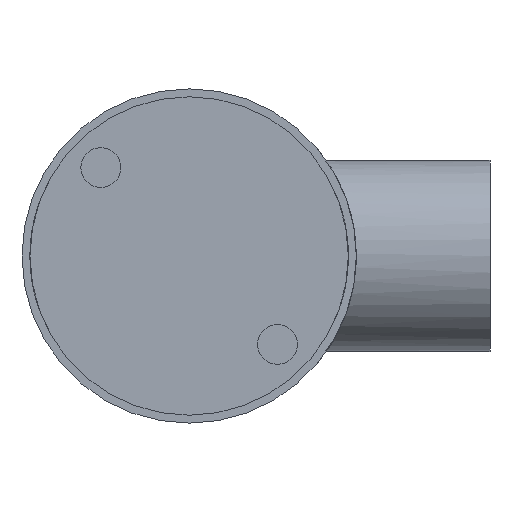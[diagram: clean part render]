
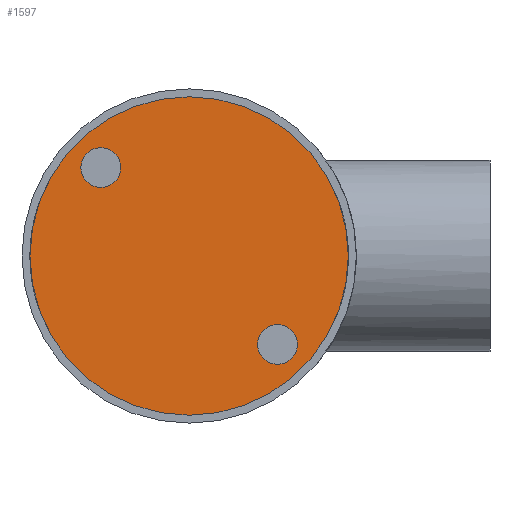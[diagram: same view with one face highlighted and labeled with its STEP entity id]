
A CAD part, front view. The second image highlights one B-rep face of the part: STEP entity #1597.
In plain terms, the highlighted planar face has unit normal (0, -1, 0).
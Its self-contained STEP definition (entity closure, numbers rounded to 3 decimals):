
#26 = EDGE_CURVE ( 'NONE', #694, #210, #860, .T. ) ;
#99 = AXIS2_PLACEMENT_3D ( 'NONE', #1501, #1658, #428 ) ;
#195 = DIRECTION ( 'NONE',  ( 0., 0., 1. ) ) ;
#210 = VERTEX_POINT ( 'NONE', #1136 ) ;
#222 = CARTESIAN_POINT ( 'NONE',  ( 0., -23.35, 0. ) ) ;
#232 = ORIENTED_EDGE ( 'NONE', *, *, #1575, .F. ) ;
#247 = EDGE_CURVE ( 'NONE', #529, #1586, #1842, .T. ) ;
#262 = VERTEX_POINT ( 'NONE', #1933 ) ;
#269 = EDGE_CURVE ( 'NONE', #1586, #529, #1074, .T. ) ;
#312 = ORIENTED_EDGE ( 'NONE', *, *, #704, .F. ) ;
#318 = CARTESIAN_POINT ( 'NONE',  ( 0., -23.35, 0. ) ) ;
#359 = CARTESIAN_POINT ( 'NONE',  ( 0., -23.35, -20. ) ) ;
#379 = CIRCLE ( 'NONE', #1816, 20. ) ;
#398 = ORIENTED_EDGE ( 'NONE', *, *, #269, .F. ) ;
#403 = CARTESIAN_POINT ( 'NONE',  ( -11.1, -23.35, 8.6 ) ) ;
#428 = DIRECTION ( 'NONE',  ( 0., 0., -1. ) ) ;
#487 = DIRECTION ( 'NONE',  ( 0., -1., 0. ) ) ;
#491 = ORIENTED_EDGE ( 'NONE', *, *, #707, .F. ) ;
#529 = VERTEX_POINT ( 'NONE', #403 ) ;
#538 = AXIS2_PLACEMENT_3D ( 'NONE', #222, #949, #1453 ) ;
#634 = CIRCLE ( 'NONE', #1155, 2.5 ) ;
#678 = DIRECTION ( 'NONE',  ( 0., -1., 0. ) ) ;
#694 = VERTEX_POINT ( 'NONE', #359 ) ;
#704 = EDGE_CURVE ( 'NONE', #262, #1723, #1760, .T. ) ;
#707 = EDGE_CURVE ( 'NONE', #210, #694, #379, .T. ) ;
#735 = ORIENTED_EDGE ( 'NONE', *, *, #26, .F. ) ;
#775 = DIRECTION ( 'NONE',  ( 0., 1., 0. ) ) ;
#788 = AXIS2_PLACEMENT_3D ( 'NONE', #1127, #678, #195 ) ;
#808 = DIRECTION ( 'NONE',  ( 0., 0., 1. ) ) ;
#810 = AXIS2_PLACEMENT_3D ( 'NONE', #1317, #1334, #1927 ) ;
#860 = CIRCLE ( 'NONE', #1544, 20. ) ;
#949 = DIRECTION ( 'NONE',  ( 0., 1., 0. ) ) ;
#990 = DIRECTION ( 'NONE',  ( 0., 0., 1. ) ) ;
#1074 = CIRCLE ( 'NONE', #99, 2.5 ) ;
#1108 = FACE_BOUND ( 'NONE', #1110, .T. ) ;
#1110 = EDGE_LOOP ( 'NONE', ( #1441, #398 ) ) ;
#1119 = CARTESIAN_POINT ( 'NONE',  ( -11.1, -23.35, 13.6 ) ) ;
#1127 = CARTESIAN_POINT ( 'NONE',  ( 11.1, -23.35, -11.1 ) ) ;
#1136 = CARTESIAN_POINT ( 'NONE',  ( 0., -23.35, 20. ) ) ;
#1155 = AXIS2_PLACEMENT_3D ( 'NONE', #1258, #487, #808 ) ;
#1258 = CARTESIAN_POINT ( 'NONE',  ( 11.1, -23.35, -11.1 ) ) ;
#1312 = DIRECTION ( 'NONE',  ( 0., 1., 0. ) ) ;
#1317 = CARTESIAN_POINT ( 'NONE',  ( -11.1, -23.35, 11.1 ) ) ;
#1334 = DIRECTION ( 'NONE',  ( 0., -1., 0. ) ) ;
#1362 = DIRECTION ( 'NONE',  ( 0., 0., 1. ) ) ;
#1441 = ORIENTED_EDGE ( 'NONE', *, *, #247, .F. ) ;
#1442 = FACE_OUTER_BOUND ( 'NONE', #1823, .T. ) ;
#1453 = DIRECTION ( 'NONE',  ( 0., 0., 1. ) ) ;
#1501 = CARTESIAN_POINT ( 'NONE',  ( -11.1, -23.35, 11.1 ) ) ;
#1544 = AXIS2_PLACEMENT_3D ( 'NONE', #318, #775, #1362 ) ;
#1575 = EDGE_CURVE ( 'NONE', #1723, #262, #634, .T. ) ;
#1586 = VERTEX_POINT ( 'NONE', #1119 ) ;
#1597 = ADVANCED_FACE ( 'NONE', ( #1108, #1602, #1442 ), #1721, .F. ) ;
#1602 = FACE_BOUND ( 'NONE', #1957, .T. ) ;
#1648 = CARTESIAN_POINT ( 'NONE',  ( 11.1, -23.35, -13.6 ) ) ;
#1658 = DIRECTION ( 'NONE',  ( 0., -1., 0. ) ) ;
#1721 = PLANE ( 'NONE',  #538 ) ;
#1723 = VERTEX_POINT ( 'NONE', #1648 ) ;
#1760 = CIRCLE ( 'NONE', #788, 2.5 ) ;
#1816 = AXIS2_PLACEMENT_3D ( 'NONE', #1907, #1312, #990 ) ;
#1823 = EDGE_LOOP ( 'NONE', ( #735, #491 ) ) ;
#1842 = CIRCLE ( 'NONE', #810, 2.5 ) ;
#1907 = CARTESIAN_POINT ( 'NONE',  ( 0., -23.35, 0. ) ) ;
#1927 = DIRECTION ( 'NONE',  ( 0., 0., -1. ) ) ;
#1933 = CARTESIAN_POINT ( 'NONE',  ( 11.1, -23.35, -8.6 ) ) ;
#1957 = EDGE_LOOP ( 'NONE', ( #232, #312 ) ) ;
